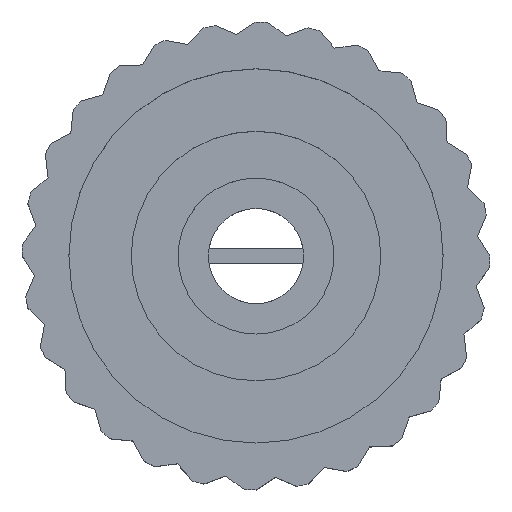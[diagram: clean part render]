
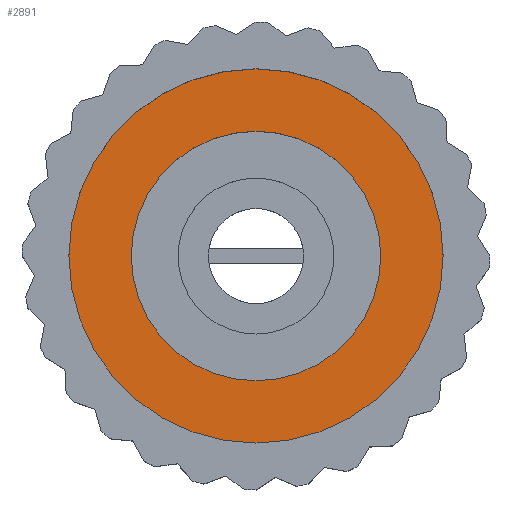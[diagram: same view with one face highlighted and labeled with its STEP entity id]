
A CAD part, top view. The second image highlights one B-rep face of the part: STEP entity #2891.
In plain terms, the highlighted planar face has unit normal (0, 0, 1).
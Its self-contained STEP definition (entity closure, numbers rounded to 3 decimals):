
#125 = DIRECTION ( 'NONE',  ( -1., 0., 0. ) ) ;
#143 = CIRCLE ( 'NONE', #3448, 12. ) ;
#186 = EDGE_LOOP ( 'NONE', ( #3055, #2099 ) ) ;
#210 = DIRECTION ( 'NONE',  ( 0., 0., 1. ) ) ;
#358 = CARTESIAN_POINT ( 'NONE',  ( 0., 0., 5. ) ) ;
#364 = AXIS2_PLACEMENT_3D ( 'NONE', #2141, #2963, #998 ) ;
#512 = CARTESIAN_POINT ( 'NONE',  ( 0., 0., 5. ) ) ;
#603 = VERTEX_POINT ( 'NONE', #3002 ) ;
#671 = EDGE_CURVE ( 'NONE', #2725, #3435, #143, .T. ) ;
#730 = FACE_OUTER_BOUND ( 'NONE', #186, .T. ) ;
#749 = PLANE ( 'NONE',  #364 ) ;
#998 = DIRECTION ( 'NONE',  ( -1., 0., 0. ) ) ;
#1012 = CIRCLE ( 'NONE', #3009, 8. ) ;
#1050 = CIRCLE ( 'NONE', #1966, 12. ) ;
#1604 = VERTEX_POINT ( 'NONE', #2880 ) ;
#1620 = CARTESIAN_POINT ( 'NONE',  ( -12., 0., 5. ) ) ;
#1639 = DIRECTION ( 'NONE',  ( 0., 0., -1. ) ) ;
#1759 = EDGE_CURVE ( 'NONE', #1604, #603, #1930, .T. ) ;
#1832 = CARTESIAN_POINT ( 'NONE',  ( 0., 0., 5. ) ) ;
#1860 = EDGE_CURVE ( 'NONE', #603, #1604, #1012, .T. ) ;
#1909 = DIRECTION ( 'NONE',  ( 0., 0., -1. ) ) ;
#1925 = CARTESIAN_POINT ( 'NONE',  ( 0., 0., 5. ) ) ;
#1930 = CIRCLE ( 'NONE', #2892, 8. ) ;
#1966 = AXIS2_PLACEMENT_3D ( 'NONE', #1832, #210, #2688 ) ;
#2099 = ORIENTED_EDGE ( 'NONE', *, *, #3410, .T. ) ;
#2108 = ORIENTED_EDGE ( 'NONE', *, *, #1860, .T. ) ;
#2141 = CARTESIAN_POINT ( 'NONE',  ( 0., 0., 5. ) ) ;
#2208 = DIRECTION ( 'NONE',  ( -1., 0., 0. ) ) ;
#2312 = EDGE_LOOP ( 'NONE', ( #2108, #2806 ) ) ;
#2484 = CARTESIAN_POINT ( 'NONE',  ( 12., 0., 5. ) ) ;
#2538 = DIRECTION ( 'NONE',  ( 0., 0., 1. ) ) ;
#2688 = DIRECTION ( 'NONE',  ( -1., 0., 0. ) ) ;
#2725 = VERTEX_POINT ( 'NONE', #2484 ) ;
#2806 = ORIENTED_EDGE ( 'NONE', *, *, #1759, .T. ) ;
#2880 = CARTESIAN_POINT ( 'NONE',  ( 8., 0., 5. ) ) ;
#2891 = ADVANCED_FACE ( 'NONE', ( #3177, #730 ), #749, .F. ) ;
#2892 = AXIS2_PLACEMENT_3D ( 'NONE', #512, #1639, #2208 ) ;
#2963 = DIRECTION ( 'NONE',  ( 0., 0., -1. ) ) ;
#2996 = DIRECTION ( 'NONE',  ( -1., 0., 0. ) ) ;
#3002 = CARTESIAN_POINT ( 'NONE',  ( -8., 0., 5. ) ) ;
#3009 = AXIS2_PLACEMENT_3D ( 'NONE', #1925, #1909, #2996 ) ;
#3055 = ORIENTED_EDGE ( 'NONE', *, *, #671, .T. ) ;
#3177 = FACE_BOUND ( 'NONE', #2312, .T. ) ;
#3410 = EDGE_CURVE ( 'NONE', #3435, #2725, #1050, .T. ) ;
#3435 = VERTEX_POINT ( 'NONE', #1620 ) ;
#3448 = AXIS2_PLACEMENT_3D ( 'NONE', #358, #2538, #125 ) ;
